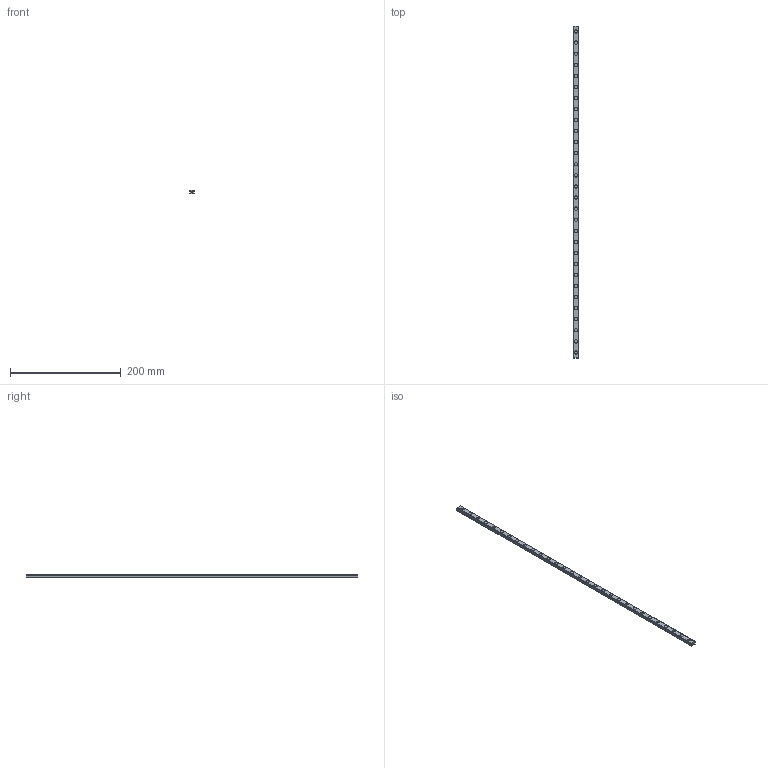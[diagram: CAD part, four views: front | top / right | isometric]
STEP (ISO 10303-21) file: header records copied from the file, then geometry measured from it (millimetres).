
FILE_DESCRIPTION(('STEP AP214'),'1');
FILE_NAME('cctmp_F2DF441A-2DA0-49E0-B03C-44D4D81A43B5_2021_02_18_14_52_32_0005..stp','2021-02-18T13:52:32',('HIWIN GmbH'),('CADClick - www.CADClick.com'),'Spatial InterOp 3D',' ','unknown authorization');
FILE_SCHEMA(('AUTOMOTIVE_DESIGN'));
Length unit declared in the file: millimetre
Products named in the file (1): MGNR09R600CM_FILE
Bounding box: 9 x 600 x 6.5 mm (x, y, z)
Volume: 29685.3 mm3; surface area: 24328.1 mm2
Topology: 1 solids, 1 shells, 365 faces, 807 edges, 538 vertices
Faces by surface type: cylinder 196, plane 169
Entity records: 13177 total; most frequent: DIRECTION 1931, CARTESIAN_POINT 1711, ORIENTED_EDGE 1614, EDGE_CURVE 807, AXIS2_PLACEMENT_3D 758, VERTEX_POINT 538, EDGE_LOOP 459, LINE 415
